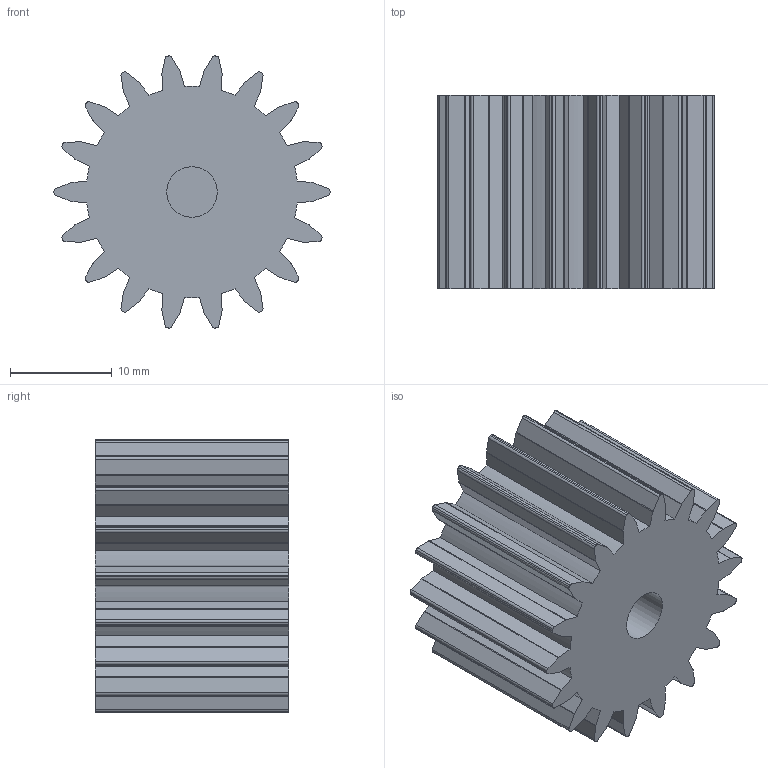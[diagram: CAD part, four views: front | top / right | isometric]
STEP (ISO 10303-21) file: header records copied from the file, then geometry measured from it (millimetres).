
FILE_DESCRIPTION(/* description */ (''),/* implementation_level */ '2;1');
FILE_NAME(/* name */ 'z axis gear.stp',/* time_stamp */ '2025-04-18T16:30:20-04:00',/* author */ ('Designer'),/* organization */ (''),/* preprocessor_version */ 'ST-DEVELOPER v20',/* originating_system */ 'Autodesk Inventor 2024',/* authorisation */ '');
FILE_SCHEMA (('AUTOMOTIVE_DESIGN { 1 0 10303 214 3 1 1 }'));
Length unit declared in the file: inch
Products named in the file (1): z axis gear
Bounding box: 27.18 x 19.05 x 26.8 mm (x, y, z)
Volume: 7975.8 mm3; surface area: 3999 mm2
Topology: 1 solids, 1 shells, 184 faces, 543 edges, 362 vertices
Faces by surface type: cylinder 109, plane 75
Full cylindrical faces by diameter (mm): 4.978 x1
Entity records: 6270 total; most frequent: DIRECTION 1131, CARTESIAN_POINT 1090, ORIENTED_EDGE 1086, EDGE_CURVE 543, AXIS2_PLACEMENT_3D 403, VERTEX_POINT 362, LINE 325, VECTOR 325
